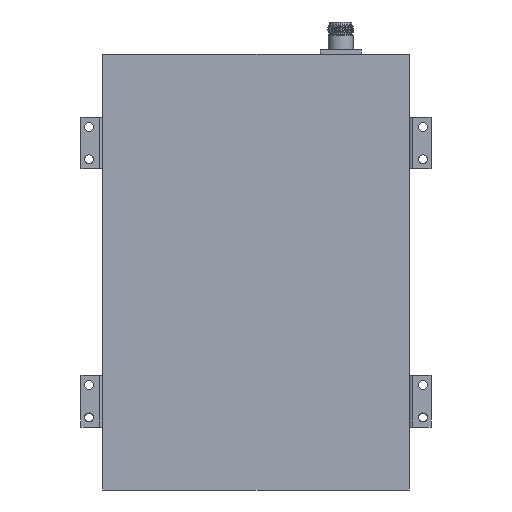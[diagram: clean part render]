
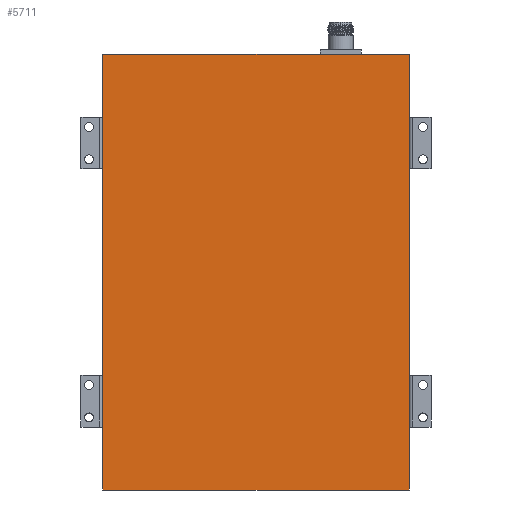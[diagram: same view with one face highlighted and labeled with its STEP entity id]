
A CAD part, left-side view. The second image highlights one B-rep face of the part: STEP entity #5711.
In plain terms, the highlighted planar face has unit normal (-1, 0, 0).
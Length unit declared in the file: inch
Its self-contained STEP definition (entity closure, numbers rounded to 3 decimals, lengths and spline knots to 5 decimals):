
#97 = LINE ( 'NONE', #2143, #7080 ) ;
#277 = DIRECTION ( 'NONE',  ( 0., -1., 0. ) ) ;
#419 = CARTESIAN_POINT ( 'NONE',  ( 178.455, 41.08134, 0. ) ) ;
#463 = DIRECTION ( 'NONE',  ( 0., 1., 0. ) ) ;
#1207 = EDGE_CURVE ( 'NONE', #3113, #8416, #7760, .T. ) ;
#1225 = DIRECTION ( 'NONE',  ( 0., 0., -1. ) ) ;
#1812 = CARTESIAN_POINT ( 'NONE',  ( 178.455, 41.08134, 10.62992 ) ) ;
#2143 = CARTESIAN_POINT ( 'NONE',  ( 178.455, 41.08134, 10.62992 ) ) ;
#2634 = DIRECTION ( 'NONE',  ( 0., 0., -1. ) ) ;
#3113 = VERTEX_POINT ( 'NONE', #6845 ) ;
#3202 = LINE ( 'NONE', #1812, #3780 ) ;
#3215 = FACE_OUTER_BOUND ( 'NONE', #5717, .T. ) ;
#3221 = ORIENTED_EDGE ( 'NONE', *, *, #6562, .F. ) ;
#3399 = VERTEX_POINT ( 'NONE', #3997 ) ;
#3762 = ORIENTED_EDGE ( 'NONE', *, *, #7597, .F. ) ;
#3780 = VECTOR ( 'NONE', #1225, 39.37008 ) ;
#3997 = CARTESIAN_POINT ( 'NONE',  ( 178.455, 41.08134, 0. ) ) ;
#4408 = DIRECTION ( 'NONE',  ( 0., 0., 1. ) ) ;
#4580 = LINE ( 'NONE', #419, #6637 ) ;
#4616 = AXIS2_PLACEMENT_3D ( 'NONE', #8625, #6702, #2634 ) ;
#5274 = PLANE ( 'NONE',  #4616 ) ;
#5581 = CARTESIAN_POINT ( 'NONE',  ( 178.455, 41.08134, 10.62992 ) ) ;
#5711 = ADVANCED_FACE ( 'NONE', ( #3215 ), #5274, .F. ) ;
#5717 = EDGE_LOOP ( 'NONE', ( #3762, #8759, #7498, #3221 ) ) ;
#6285 = CARTESIAN_POINT ( 'NONE',  ( 178.455, 48.56165, 10.62992 ) ) ;
#6562 = EDGE_CURVE ( 'NONE', #3399, #3113, #4580, .T. ) ;
#6637 = VECTOR ( 'NONE', #463, 39.37008 ) ;
#6702 = DIRECTION ( 'NONE',  ( 1., 0., 0. ) ) ;
#6845 = CARTESIAN_POINT ( 'NONE',  ( 178.455, 48.56165, 0. ) ) ;
#6989 = VECTOR ( 'NONE', #4408, 39.37008 ) ;
#7080 = VECTOR ( 'NONE', #277, 39.37008 ) ;
#7418 = VERTEX_POINT ( 'NONE', #5581 ) ;
#7498 = ORIENTED_EDGE ( 'NONE', *, *, #1207, .F. ) ;
#7597 = EDGE_CURVE ( 'NONE', #7418, #3399, #3202, .T. ) ;
#7697 = CARTESIAN_POINT ( 'NONE',  ( 178.455, 48.56165, 10.62992 ) ) ;
#7760 = LINE ( 'NONE', #6285, #6989 ) ;
#8398 = EDGE_CURVE ( 'NONE', #8416, #7418, #97, .T. ) ;
#8416 = VERTEX_POINT ( 'NONE', #7697 ) ;
#8625 = CARTESIAN_POINT ( 'NONE',  ( 178.455, 41.08134, 10.62992 ) ) ;
#8759 = ORIENTED_EDGE ( 'NONE', *, *, #8398, .F. ) ;
